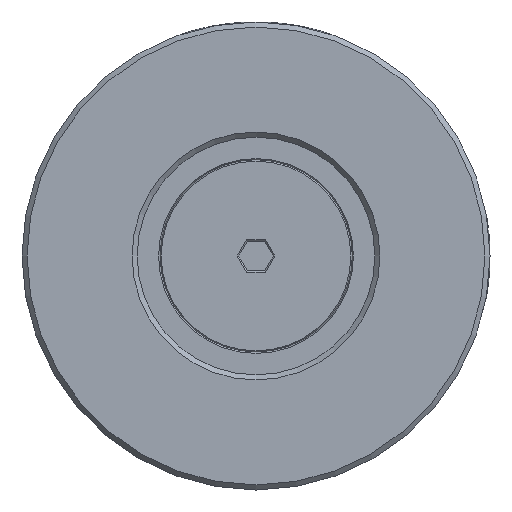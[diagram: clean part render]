
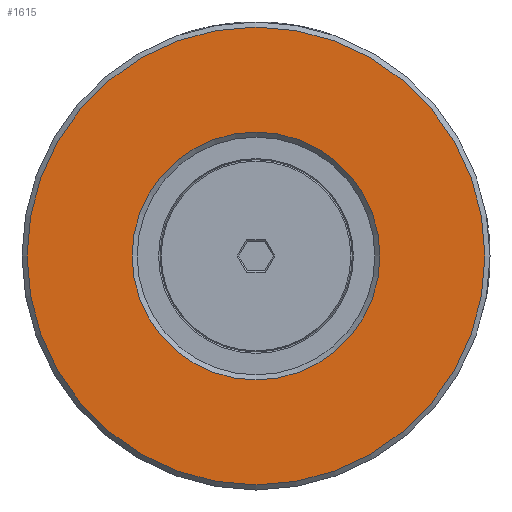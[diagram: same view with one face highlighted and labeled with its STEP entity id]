
A CAD part, front view. The second image highlights one B-rep face of the part: STEP entity #1615.
In plain terms, the highlighted planar face has unit normal (0, -1, 0).
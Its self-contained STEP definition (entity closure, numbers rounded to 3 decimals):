
#16=PLANE('',#1789);
#63=FACE_BOUND('',#275,.T.);
#195=FACE_OUTER_BOUND('',#274,.T.);
#274=EDGE_LOOP('',(#1447,#1448));
#275=EDGE_LOOP('',(#1449,#1450));
#468=CIRCLE('',#1668,22.987);
#469=CIRCLE('',#1669,22.987);
#476=CIRCLE('',#1678,12.446);
#477=CIRCLE('',#1679,12.446);
#565=VERTEX_POINT('',#2229);
#566=VERTEX_POINT('',#2231);
#573=VERTEX_POINT('',#2249);
#574=VERTEX_POINT('',#2251);
#794=EDGE_CURVE('',#566,#565,#468,.T.);
#795=EDGE_CURVE('',#565,#566,#469,.T.);
#804=EDGE_CURVE('',#574,#573,#476,.T.);
#805=EDGE_CURVE('',#573,#574,#477,.T.);
#1447=ORIENTED_EDGE('',*,*,#794,.T.);
#1448=ORIENTED_EDGE('',*,*,#795,.T.);
#1449=ORIENTED_EDGE('',*,*,#804,.T.);
#1450=ORIENTED_EDGE('',*,*,#805,.T.);
#1615=ADVANCED_FACE('',(#195,#63),#16,.F.);
#1668=AXIS2_PLACEMENT_3D('',#2232,#1844,#1845);
#1669=AXIS2_PLACEMENT_3D('',#2233,#1846,#1847);
#1678=AXIS2_PLACEMENT_3D('',#2252,#1866,#1867);
#1679=AXIS2_PLACEMENT_3D('',#2253,#1868,#1869);
#1789=AXIS2_PLACEMENT_3D('',#5148,#2133,#2134);
#1844=DIRECTION('center_axis',(0.,-1.,0.));
#1845=DIRECTION('ref_axis',(0.,0.,1.));
#1846=DIRECTION('center_axis',(0.,-1.,0.));
#1847=DIRECTION('ref_axis',(0.,0.,1.));
#1866=DIRECTION('center_axis',(0.,1.,0.));
#1867=DIRECTION('ref_axis',(0.,0.,1.));
#1868=DIRECTION('center_axis',(0.,1.,0.));
#1869=DIRECTION('ref_axis',(0.,0.,1.));
#2133=DIRECTION('center_axis',(0.,1.,0.));
#2134=DIRECTION('ref_axis',(0.,0.,1.));
#2229=CARTESIAN_POINT('',(0.,-6.096,-22.987));
#2231=CARTESIAN_POINT('',(0.,-6.096,22.987));
#2232=CARTESIAN_POINT('Origin',(0.,-6.096,0.));
#2233=CARTESIAN_POINT('Origin',(0.,-6.096,0.));
#2249=CARTESIAN_POINT('',(0.,-6.096,12.446));
#2251=CARTESIAN_POINT('',(0.,-6.096,-12.446));
#2252=CARTESIAN_POINT('Origin',(0.,-6.096,0.));
#2253=CARTESIAN_POINT('Origin',(0.,-6.096,0.));
#5148=CARTESIAN_POINT('Origin',(0.,-6.096,0.));
